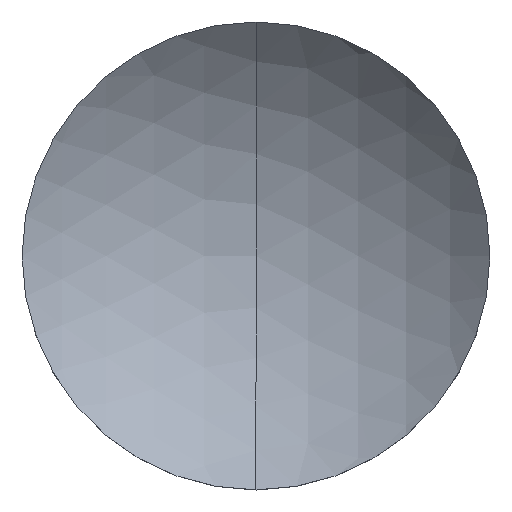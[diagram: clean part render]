
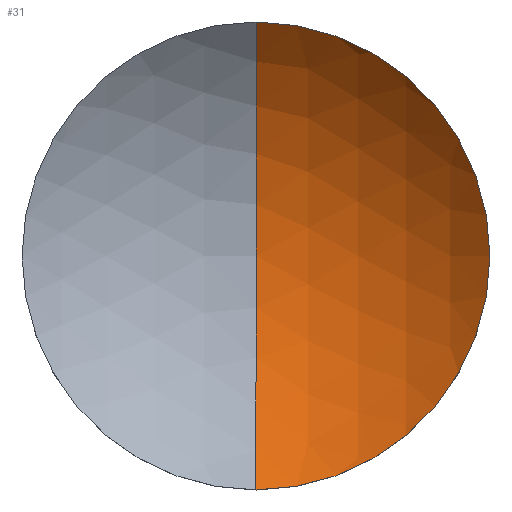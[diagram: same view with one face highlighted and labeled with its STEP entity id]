
A CAD part, top view. The second image highlights one B-rep face of the part: STEP entity #31.
In plain terms, the highlighted spherical face has radius 9.026 mm.
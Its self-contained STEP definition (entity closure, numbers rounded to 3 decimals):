
#10 = ORIENTED_EDGE ( 'NONE', *, *, #47, .T. ) ;
#13 = EDGE_CURVE ( 'NONE', #14, #40, #69, .T. ) ;
#14 = VERTEX_POINT ( 'NONE', #59 ) ;
#26 = EDGE_LOOP ( 'NONE', ( #27, #28, #10 ) ) ;
#27 = ORIENTED_EDGE ( 'NONE', *, *, #13, .F. ) ;
#28 = ORIENTED_EDGE ( 'NONE', *, *, #29, .T. ) ;
#29 = EDGE_CURVE ( 'NONE', #14, #39, #96, .T. ) ;
#31 = ADVANCED_FACE ( 'NONE', ( #117 ), #147, .F. ) ;
#36 = AXIS2_PLACEMENT_3D ( 'NONE', #38, #49, #46 ) ;
#38 = CARTESIAN_POINT ( 'NONE',  ( 0., 0., 10.476 ) ) ;
#39 = VERTEX_POINT ( 'NONE', #163 ) ;
#40 = VERTEX_POINT ( 'NONE', #162 ) ;
#46 = DIRECTION ( 'NONE',  ( 0., -1., 0. ) ) ;
#47 = EDGE_CURVE ( 'NONE', #39, #40, #127, .T. ) ;
#49 = DIRECTION ( 'NONE',  ( -1., 0., 0. ) ) ;
#59 = CARTESIAN_POINT ( 'NONE',  ( 0., 0., 1.45 ) ) ;
#65 = DIRECTION ( 'NONE',  ( 0., 0., -1. ) ) ;
#66 = DIRECTION ( 'NONE',  ( 1., 0., 0. ) ) ;
#67 = CARTESIAN_POINT ( 'NONE',  ( 0., 0., 10.476 ) ) ;
#68 = AXIS2_PLACEMENT_3D ( 'NONE', #67, #66, #65 ) ;
#69 = CIRCLE ( 'NONE', #68, 9.026 ) ;
#96 = CIRCLE ( 'NONE', #36, 9.026 ) ;
#103 = DIRECTION ( 'NONE',  ( -1., 0., 0. ) ) ;
#117 = FACE_OUTER_BOUND ( 'NONE', #26, .T. ) ;
#123 = DIRECTION ( 'NONE',  ( 0., -1., 0. ) ) ;
#124 = DIRECTION ( 'NONE',  ( 0., 0., 1. ) ) ;
#125 = CARTESIAN_POINT ( 'NONE',  ( 0., 0., 4.061 ) ) ;
#126 = AXIS2_PLACEMENT_3D ( 'NONE', #125, #124, #123 ) ;
#127 = CIRCLE ( 'NONE', #126, 6.35 ) ;
#128 = CARTESIAN_POINT ( 'NONE',  ( 0., 0., 10.476 ) ) ;
#145 = DIRECTION ( 'NONE',  ( 0., 1., 0. ) ) ;
#146 = AXIS2_PLACEMENT_3D ( 'NONE', #128, #103, #145 ) ;
#147 = SPHERICAL_SURFACE ( 'NONE', #146, 9.026 ) ;
#162 = CARTESIAN_POINT ( 'NONE',  ( 0., 6.35, 4.061 ) ) ;
#163 = CARTESIAN_POINT ( 'NONE',  ( 0., -6.35, 4.061 ) ) ;
